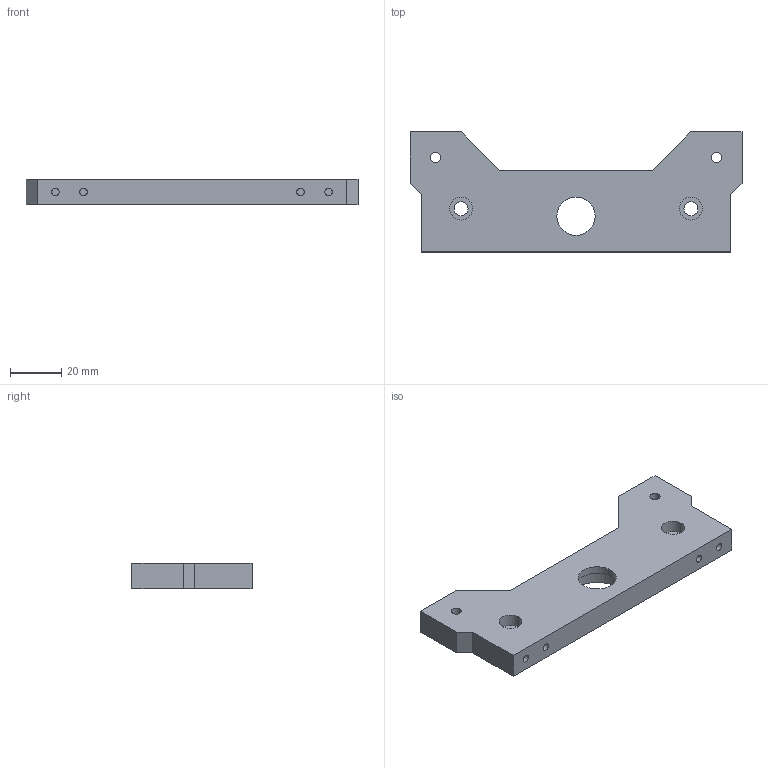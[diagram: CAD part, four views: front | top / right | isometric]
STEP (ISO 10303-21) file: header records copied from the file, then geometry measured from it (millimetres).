
FILE_DESCRIPTION(/* description */ (''),/* implementation_level */ '2;1');
FILE_NAME(/* name */ 'Endefeste.stp',/* time_stamp */ '2025-04-21T21:17:46+02:00',/* author */ ('roone'),/* organization */ (''),/* preprocessor_version */ 'ST-DEVELOPER v20',/* originating_system */ 'Autodesk Inventor 2025',/* authorisation */ '');
FILE_SCHEMA (('AUTOMOTIVE_DESIGN { 1 0 10303 214 3 1 1 }'));
Length unit declared in the file: millimetre
Products named in the file (1): Endefeste
Bounding box: 130 x 47 x 10 mm (x, y, z)
Volume: 42722.8 mm3; surface area: 14352.6 mm2
Topology: 1 solids, 1 shells, 37 faces, 78 edges, 52 vertices
Faces by surface type: plane 23, cylinder 14
Full cylindrical faces by diameter (mm): 3 x4, 4 x2, 5.5 x2, 9 x2, 12 x2, 15 x1, 22 x1
Entity records: 1066 total; most frequent: DIRECTION 182, CARTESIAN_POINT 168, ORIENTED_EDGE 156, EDGE_CURVE 78, AXIS2_PLACEMENT_3D 66, EDGE_LOOP 56, VERTEX_POINT 52, LINE 50
